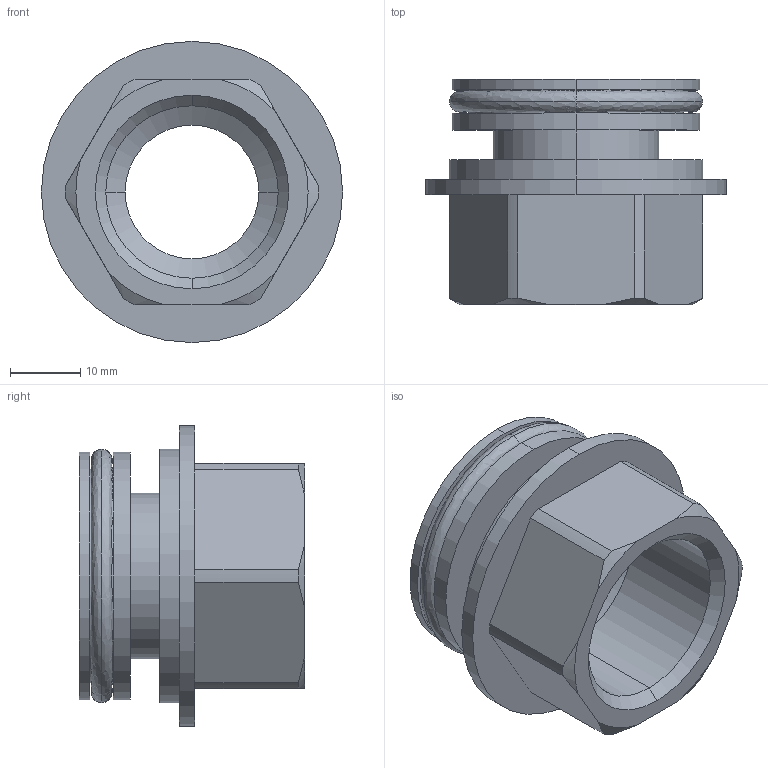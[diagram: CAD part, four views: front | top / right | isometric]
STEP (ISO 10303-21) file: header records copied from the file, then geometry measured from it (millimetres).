
FILE_DESCRIPTION (( 'STEP AP214' ), '1' );
FILE_NAME ('TAP-ACC14.step', '2017-04-05T20:01:40', ( '' ), ( '' ), 'SwSTEP 2.0', 'SolidWorks 2017', '' );
FILE_SCHEMA (( 'AUTOMOTIVE_DESIGN' ));
Length unit declared in the file: inch
Products named in the file (1): TAP-ACC14
Bounding box: 42.8 x 32 x 42.8 mm (x, y, z)
Volume: 15125.3 mm3; surface area: 9889.8 mm2
Topology: 1 solids, 1 shells, 56 faces, 132 edges, 84 vertices
Faces by surface type: cylinder 26, plane 14, cone 12, bspline 4
Entity records: 1834 total; most frequent: CARTESIAN_POINT 369, DIRECTION 296, ORIENTED_EDGE 264, EDGE_CURVE 132, AXIS2_PLACEMENT_3D 123, VERTEX_POINT 84, CIRCLE 70, EDGE_LOOP 64
